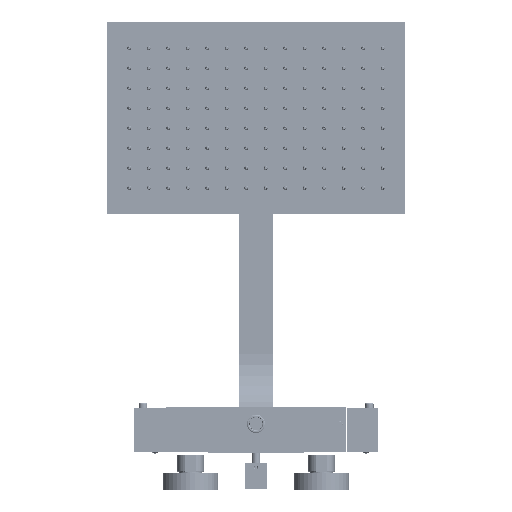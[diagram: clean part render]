
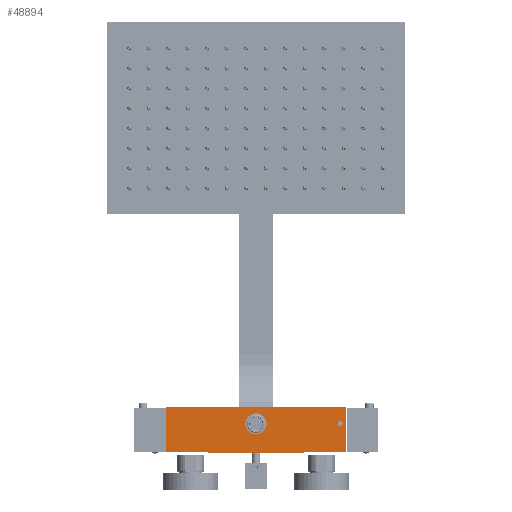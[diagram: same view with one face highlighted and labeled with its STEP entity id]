
A CAD part, front view. The second image highlights one B-rep face of the part: STEP entity #48894.
In plain terms, the highlighted planar face has unit normal (0, -1, 0).
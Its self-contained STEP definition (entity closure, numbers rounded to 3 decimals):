
#8775=DIRECTION('',(0.,0.,1.));
#8776=VECTOR('',#8775,51.);
#8777=CARTESIAN_POINT('',(-103.,-43.5,-24.5));
#8778=LINE('',#8777,#8776);
#8808=CARTESIAN_POINT('',(-58.,-43.5,-29.5));
#8809=DIRECTION('',(0.,1.,0.));
#8810=DIRECTION('',(0.,0.,1.));
#8811=AXIS2_PLACEMENT_3D('',#8808,#8809,#8810);
#8830=CARTESIAN_POINT('',(58.,-43.5,-29.5));
#8831=DIRECTION('',(0.,1.,0.));
#8832=DIRECTION('',(-0.6,0.,0.8));
#8833=AXIS2_PLACEMENT_3D('',#8830,#8831,#8832);
#8849=DIRECTION('',(-1.,0.,0.));
#8850=VECTOR('',#8849,110.);
#8851=CARTESIAN_POINT('',(55.,-43.5,-25.5));
#8852=LINE('',#8851,#8850);
#8853=DIRECTION('',(1.,0.,0.));
#8854=VECTOR('',#8853,45.);
#8855=CARTESIAN_POINT('',(-103.,-43.5,-24.5));
#8856=LINE('',#8855,#8854);
#8857=DIRECTION('',(-1.,0.,0.));
#8858=VECTOR('',#8857,45.);
#8859=CARTESIAN_POINT('',(103.,-43.5,-24.5));
#8860=LINE('',#8859,#8858);
#8861=CARTESIAN_POINT('',(96.3,-43.5,7.5));
#8862=DIRECTION('',(0.,-1.,0.));
#8863=DIRECTION('',(-1.,0.,0.));
#8864=AXIS2_PLACEMENT_3D('',#8861,#8862,#8863);
#8866=CARTESIAN_POINT('',(96.3,-43.5,7.5));
#8867=DIRECTION('',(0.,-1.,0.));
#8868=DIRECTION('',(1.,0.,0.));
#8869=AXIS2_PLACEMENT_3D('',#8866,#8867,#8868);
#8871=CARTESIAN_POINT('',(0.,-43.5,7.5));
#8872=DIRECTION('',(0.,1.,0.));
#8873=DIRECTION('',(-1.,0.,0.));
#8874=AXIS2_PLACEMENT_3D('',#8871,#8872,#8873);
#8876=CARTESIAN_POINT('',(0.,-43.5,7.5));
#8877=DIRECTION('',(0.,1.,0.));
#8878=DIRECTION('',(1.,0.,0.));
#8879=AXIS2_PLACEMENT_3D('',#8876,#8877,#8878);
#8881=DIRECTION('',(1.,0.,0.));
#8882=VECTOR('',#8881,206.);
#8883=CARTESIAN_POINT('',(-103.,-43.5,26.5));
#8884=LINE('',#8883,#8882);
#8889=DIRECTION('',(0.,0.,1.));
#8890=VECTOR('',#8889,51.);
#8891=CARTESIAN_POINT('',(103.,-43.5,-24.5));
#8892=LINE('',#8891,#8890);
#34762=CARTESIAN_POINT('',(103.,-43.5,-24.5));
#34764=VERTEX_POINT('',#34762);
#34765=CARTESIAN_POINT('',(-103.,-43.5,-24.5));
#34767=VERTEX_POINT('',#34765);
#34769=CARTESIAN_POINT('',(103.,-43.5,26.5));
#34771=VERTEX_POINT('',#34769);
#34773=CARTESIAN_POINT('',(-103.,-43.5,26.5));
#34775=VERTEX_POINT('',#34773);
#34777=CARTESIAN_POINT('',(93.3,-43.5,7.5));
#34778=CARTESIAN_POINT('',(99.3,-43.5,7.5));
#34779=VERTEX_POINT('',#34777);
#34780=VERTEX_POINT('',#34778);
#34785=CARTESIAN_POINT('',(-12.1,-43.5,7.5));
#34786=CARTESIAN_POINT('',(12.1,-43.5,7.5));
#34787=VERTEX_POINT('',#34785);
#34788=VERTEX_POINT('',#34786);
#34908=CARTESIAN_POINT('',(58.,-43.5,-24.5));
#34910=VERTEX_POINT('',#34908);
#34912=CARTESIAN_POINT('',(55.,-43.5,-25.5));
#34914=VERTEX_POINT('',#34912);
#34916=CARTESIAN_POINT('',(-55.,-43.5,-25.5));
#34918=VERTEX_POINT('',#34916);
#34920=CARTESIAN_POINT('',(-58.,-43.5,-24.5));
#34922=VERTEX_POINT('',#34920);
#48865=CARTESIAN_POINT('',(123.6,-43.5,-25.5));
#48866=DIRECTION('',(0.,1.,0.));
#48867=DIRECTION('',(0.,0.,1.));
#48868=AXIS2_PLACEMENT_3D('',#48865,#48866,#48867);
#48869=PLANE('',#48868);
#48870=ORIENTED_EDGE('',*,*,#48803,.T.);
#48871=ORIENTED_EDGE('',*,*,#48781,.F.);
#48872=ORIENTED_EDGE('',*,*,#48753,.F.);
#48873=ORIENTED_EDGE('',*,*,#48726,.T.);
#48875=ORIENTED_EDGE('',*,*,#48874,.T.);
#48877=ORIENTED_EDGE('',*,*,#48876,.F.);
#48878=ORIENTED_EDGE('',*,*,#48843,.T.);
#48879=ORIENTED_EDGE('',*,*,#48825,.F.);
#48880=EDGE_LOOP('',(#48870,#48871,#48872,#48873,#48875,#48877,#48878,#48879));
#48881=FACE_OUTER_BOUND('',#48880,.F.);
#48883=ORIENTED_EDGE('',*,*,#48882,.T.);
#48885=ORIENTED_EDGE('',*,*,#48884,.T.);
#48886=EDGE_LOOP('',(#48883,#48885));
#48887=FACE_BOUND('',#48886,.F.);
#48889=ORIENTED_EDGE('',*,*,#48888,.F.);
#48891=ORIENTED_EDGE('',*,*,#48890,.F.);
#48892=EDGE_LOOP('',(#48889,#48891));
#48893=FACE_BOUND('',#48892,.F.);
#48894=ADVANCED_FACE('',(#48881,#48887,#48893),#48869,.F.);
#8812=CIRCLE('',#8811,5.);
#8834=CIRCLE('',#8833,5.);
#8865=CIRCLE('',#8864,3.);
#8870=CIRCLE('',#8869,3.);
#8875=CIRCLE('',#8874,12.1);
#8880=CIRCLE('',#8879,12.1);
#48726=EDGE_CURVE('',#34767,#34775,#8778,.T.);
#48753=EDGE_CURVE('',#34767,#34922,#8856,.T.);
#48781=EDGE_CURVE('',#34922,#34918,#8812,.T.);
#48803=EDGE_CURVE('',#34914,#34918,#8852,.T.);
#48825=EDGE_CURVE('',#34914,#34910,#8834,.T.);
#48843=EDGE_CURVE('',#34764,#34910,#8860,.T.);
#48874=EDGE_CURVE('',#34775,#34771,#8884,.T.);
#48876=EDGE_CURVE('',#34764,#34771,#8892,.T.);
#48882=EDGE_CURVE('',#34779,#34780,#8865,.T.);
#48884=EDGE_CURVE('',#34780,#34779,#8870,.T.);
#48888=EDGE_CURVE('',#34787,#34788,#8875,.T.);
#48890=EDGE_CURVE('',#34788,#34787,#8880,.T.);
